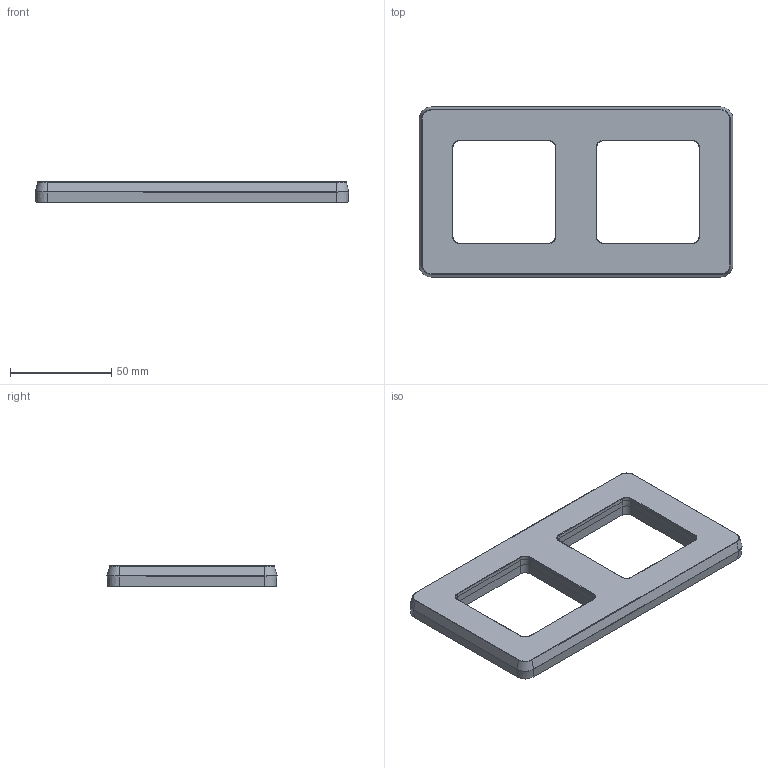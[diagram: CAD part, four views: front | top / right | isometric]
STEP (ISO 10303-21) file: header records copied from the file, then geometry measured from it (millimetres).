
FILE_DESCRIPTION (( 'STEP AP203' ), '1' );
FILE_NAME ('ðàìêà 2-ìåñòíàÿ .STEP', '2025-05-27T11:36:37', ( '' ), ( '' ), 'SwSTEP 2.0', 'SolidWorks 2022', '' );
FILE_SCHEMA (( 'CONFIG_CONTROL_DESIGN' ));
Length unit declared in the file: millimetre
Products named in the file (1): рамка 2-местная 
Bounding box: 155 x 84 x 10 mm (x, y, z)
Volume: 76574.4 mm3; surface area: 24618.1 mm2
Topology: 10 solids, 10 shells, 131 faces, 296 edges, 184 vertices
Faces by surface type: plane 57, cylinder 28, cone 20, bspline 18, torus 8
Entity records: 7300 total; most frequent: CARTESIAN_POINT 4990, ORIENTED_EDGE 592, EDGE_CURVE 296, B_SPLINE_CURVE_WITH_KNOTS 275, DIRECTION 228, VERTEX_POINT 184, EDGE_LOOP 136, FACE_OUTER_BOUND 131
